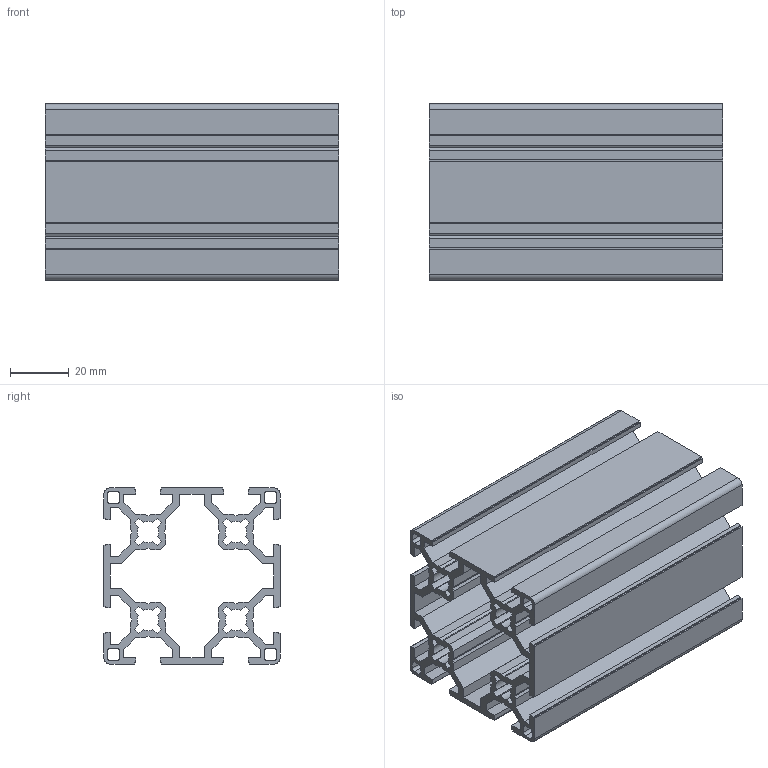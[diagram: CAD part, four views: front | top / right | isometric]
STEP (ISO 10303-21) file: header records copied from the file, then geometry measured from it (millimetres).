
FILE_DESCRIPTION(/* description */ ('Profil 60x60'),/* implementation_level */ '2;1');
FILE_NAME(/* name */ '106068.stp',/* time_stamp */ '2023-01-24T15:36:00+01:00',/* author */ ('Špaček'),/* organization */ ('Alutec K&K'),/* preprocessor_version */ 'ST-DEVELOPER v18.1',/* originating_system */ 'Autodesk Inventor 2021',/* authorisation */ '');
FILE_SCHEMA (('AUTOMOTIVE_DESIGN { 1 0 10303 214 3 1 1 }'));
Length unit declared in the file: millimetre
Products named in the file (1): 106068
Bounding box: 100 x 60 x 60 mm (x, y, z)
Volume: 93134.5 mm3; surface area: 90223.7 mm2
Topology: 1 solids, 1 shells, 298 faces, 888 edges, 592 vertices
Faces by surface type: plane 246, cylinder 52
Entity records: 9973 total; most frequent: CARTESIAN_POINT 1779, ORIENTED_EDGE 1776, DIRECTION 1590, EDGE_CURVE 888, LINE 784, VECTOR 784, VERTEX_POINT 592, AXIS2_PLACEMENT_3D 403
